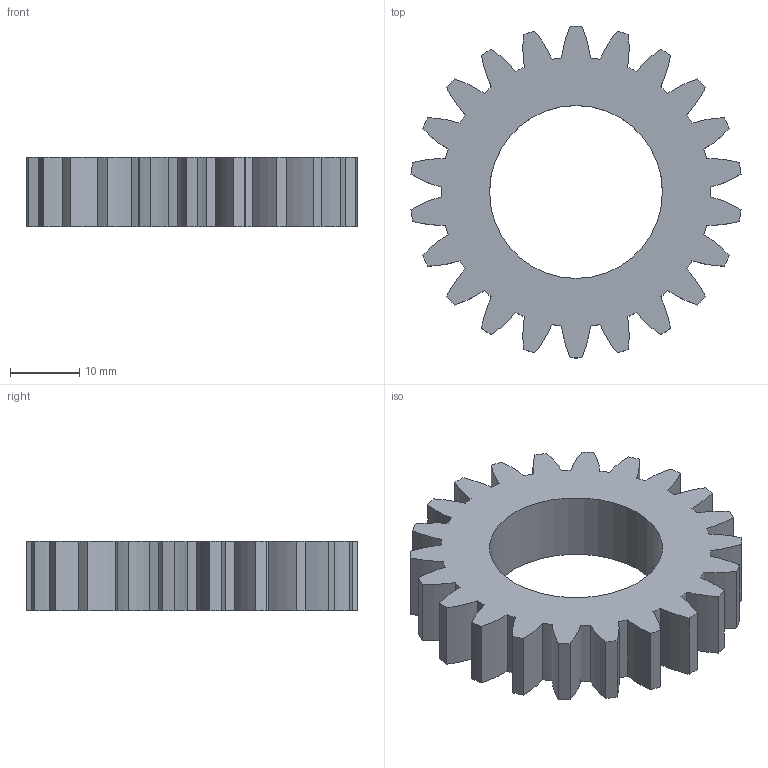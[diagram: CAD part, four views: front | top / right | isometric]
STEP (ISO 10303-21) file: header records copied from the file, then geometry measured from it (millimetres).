
FILE_DESCRIPTION(/* description */ (''),/* implementation_level */ '2;1');
FILE_NAME(/* name */ 'Spur Gear3.stp',/* time_stamp */ '2023-06-24T19:00:18+03:00',/* author */ ('mahmo'),/* organization */ (''),/* preprocessor_version */ 'ST-DEVELOPER v18.1',/* originating_system */ 'Autodesk Inventor 2021',/* authorisation */ '');
FILE_SCHEMA (('AUTOMOTIVE_DESIGN { 1 0 10303 214 3 1 1 }'));
Length unit declared in the file: millimetre
Products named in the file (1): Spur Gear2
Bounding box: 47.73 x 48 x 10 mm (x, y, z)
Volume: 10175 mm3; surface area: 5603.6 mm2
Topology: 1 solids, 1 shells, 91 faces, 269 edges, 180 vertices
Faces by surface type: cylinder 89, plane 2
Full cylindrical faces by diameter (mm): 25 x1
Entity records: 3204 total; most frequent: DIRECTION 633, CARTESIAN_POINT 541, ORIENTED_EDGE 538, AXIS2_PLACEMENT_3D 272, EDGE_CURVE 269, CIRCLE 180, VERTEX_POINT 180, EDGE_LOOP 93
